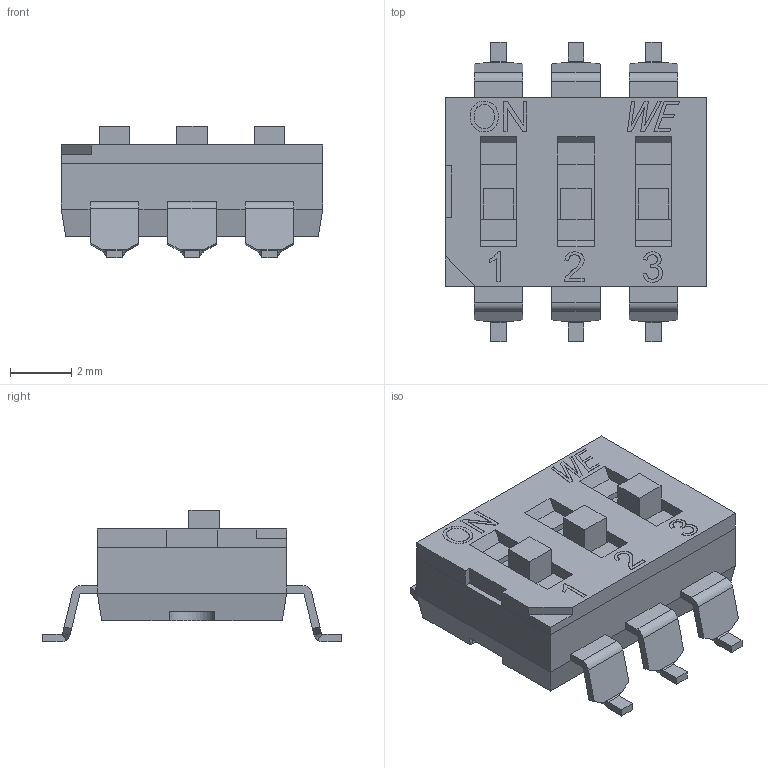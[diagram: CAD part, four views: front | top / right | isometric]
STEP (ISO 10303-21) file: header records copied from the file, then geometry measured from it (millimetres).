
FILE_DESCRIPTION( ( 'Unknown' ), '1' );
FILE_NAME( '418121270803.stp', 'Unknown', ( 'Unknown' ), ( 'Unknown' ), 'PSStep 17.0.49', 'Unknown', ' ' );
FILE_SCHEMA( ( 'AUTOMOTIVE_DESIGN { 1 0 10303 214 1 1 1 1 }' ) );
Length unit declared in the file: millimetre
Products named in the file (7): Assem1; Terminal_tall; Terminal_small; Actuator; Contact; Base_03; Cover_03
Assembly tree (14 placements, depth 2):
  Assem1
    Terminal_tall  x3
    Terminal_small  x3
    Actuator  x3
    Contact  x3
    Base_03
    Cover_03
Bounding box: 8.56 x 9.8 x 4.32 mm (x, y, z)
Volume: 136.9 mm3; surface area: 613.1 mm2
Topology: 14 solids, 14 shells, 610 faces, 1673 edges, 1099 vertices
Faces by surface type: plane 460, cylinder 128, bspline 12, extrusion 10
Full cylindrical faces by diameter (mm): 0.57 x3, 0.6 x9, 2.4 x1
Entity records: 14033 total; most frequent: CARTESIAN_POINT 2640, ORIENTED_EDGE 1870, DIRECTION 1585, EDGE_CURVE 935, VECTOR 731, LINE 721, VERTEX_POINT 616, AXIS2_PLACEMENT_3D 427
